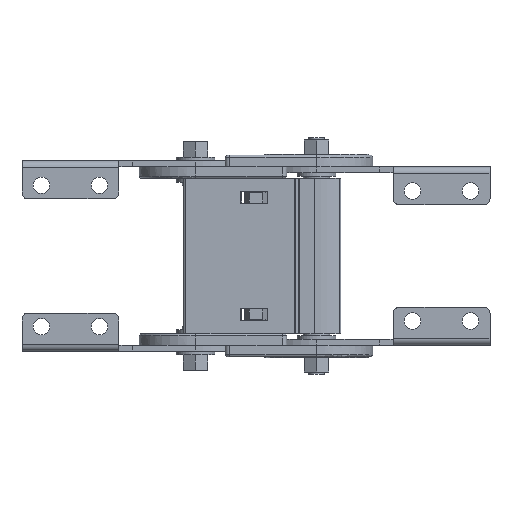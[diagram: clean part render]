
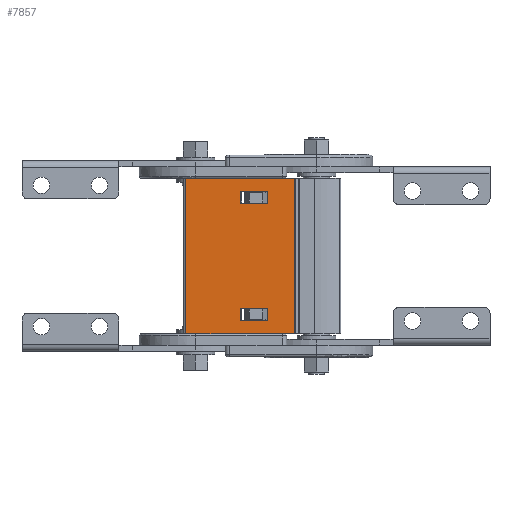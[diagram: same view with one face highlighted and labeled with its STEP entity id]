
A CAD part, front view. The second image highlights one B-rep face of the part: STEP entity #7857.
In plain terms, the highlighted planar face has unit normal (0, -1, -0.009).
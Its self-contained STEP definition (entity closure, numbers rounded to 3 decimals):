
#232 = ORIENTED_EDGE ( 'NONE', *, *, #2913, .F. ) ;
#464 = VERTEX_POINT ( 'NONE', #7462 ) ;
#881 = VECTOR ( 'NONE', #17753, 1000. ) ;
#948 = DIRECTION ( 'NONE',  ( 1., 0., 0. ) ) ;
#1136 = DIRECTION ( 'NONE',  ( -1., 0., 0. ) ) ;
#1267 = EDGE_CURVE ( 'NONE', #32570, #38807, #32142, .T. ) ;
#1270 = ORIENTED_EDGE ( 'NONE', *, *, #17832, .T. ) ;
#2588 = AXIS2_PLACEMENT_3D ( 'NONE', #14661, #18012, #36971 ) ;
#2913 = EDGE_CURVE ( 'NONE', #25797, #27304, #16690, .T. ) ;
#3460 = DIRECTION ( 'NONE',  ( 0., 0.009, -1. ) ) ;
#3666 = CARTESIAN_POINT ( 'NONE',  ( -80.82, 143.531, 34.791 ) ) ;
#4660 = VERTEX_POINT ( 'NONE', #11113 ) ;
#5125 = CARTESIAN_POINT ( 'NONE',  ( -77.82, 143.418, 47.84 ) ) ;
#5315 = EDGE_LOOP ( 'NONE', ( #1270, #9831, #35855, #33759 ) ) ;
#5698 = ORIENTED_EDGE ( 'NONE', *, *, #13133, .T. ) ;
#6595 = LINE ( 'NONE', #22925, #22548 ) ;
#6869 = CARTESIAN_POINT ( 'NONE',  ( -49.6, 143.531, 34.791 ) ) ;
#6945 = CARTESIAN_POINT ( 'NONE',  ( -63.82, 142.946, 101.858 ) ) ;
#6947 = EDGE_CURVE ( 'NONE', #22901, #26750, #11832, .T. ) ;
#7462 = CARTESIAN_POINT ( 'NONE',  ( -49.6, 142.832, 114.907 ) ) ;
#7638 = DIRECTION ( 'NONE',  ( -1., 0., 0. ) ) ;
#7680 = VERTEX_POINT ( 'NONE', #6945 ) ;
#7749 = CARTESIAN_POINT ( 'NONE',  ( -77.82, 142.946, 101.858 ) ) ;
#7758 = EDGE_CURVE ( 'NONE', #464, #22901, #13745, .T. ) ;
#7857 = ADVANCED_FACE ( 'NONE', ( #28247, #11271, #23752 ), #27218, .F. ) ;
#8272 = CARTESIAN_POINT ( 'NONE',  ( -105.8, 142.121, 196.403 ) ) ;
#8730 = ORIENTED_EDGE ( 'NONE', *, *, #24994, .F. ) ;
#9041 = DIRECTION ( 'NONE',  ( 1., 0., 0. ) ) ;
#9262 = EDGE_CURVE ( 'NONE', #4660, #25797, #16161, .T. ) ;
#9319 = LINE ( 'NONE', #5125, #881 ) ;
#9831 = ORIENTED_EDGE ( 'NONE', *, *, #6947, .F. ) ;
#10423 = DIRECTION ( 'NONE',  ( -1., 0., 0. ) ) ;
#10569 = CARTESIAN_POINT ( 'NONE',  ( -105.8, 142.832, 114.907 ) ) ;
#10643 = EDGE_CURVE ( 'NONE', #38807, #7680, #6595, .T. ) ;
#11010 = CARTESIAN_POINT ( 'NONE',  ( -77.82, 143.473, 41.541 ) ) ;
#11113 = CARTESIAN_POINT ( 'NONE',  ( -63.82, 143.473, 41.541 ) ) ;
#11271 = FACE_BOUND ( 'NONE', #31571, .T. ) ;
#11385 = LINE ( 'NONE', #8272, #28355 ) ;
#11832 = LINE ( 'NONE', #3666, #22786 ) ;
#11865 = CARTESIAN_POINT ( 'NONE',  ( -105.8, 143.531, 34.791 ) ) ;
#12137 = CARTESIAN_POINT ( 'NONE',  ( -80.82, 142.832, 114.907 ) ) ;
#12376 = CARTESIAN_POINT ( 'NONE',  ( -77.82, 142.946, 101.858 ) ) ;
#12999 = ORIENTED_EDGE ( 'NONE', *, *, #20283, .T. ) ;
#13133 = EDGE_CURVE ( 'NONE', #35684, #32570, #30961, .T. ) ;
#13186 = VECTOR ( 'NONE', #948, 1000. ) ;
#13676 = VECTOR ( 'NONE', #23408, 1000. ) ;
#13745 = LINE ( 'NONE', #32720, #29234 ) ;
#14187 = CARTESIAN_POINT ( 'NONE',  ( -77.82, 142.946, 101.858 ) ) ;
#14661 = CARTESIAN_POINT ( 'NONE',  ( -80.82, 142.833, 114.787 ) ) ;
#15738 = CARTESIAN_POINT ( 'NONE',  ( -77.82, 142.891, 108.157 ) ) ;
#16161 = LINE ( 'NONE', #20352, #13676 ) ;
#16425 = ORIENTED_EDGE ( 'NONE', *, *, #10643, .T. ) ;
#16497 = ORIENTED_EDGE ( 'NONE', *, *, #1267, .T. ) ;
#16690 = LINE ( 'NONE', #32998, #24182 ) ;
#17753 = DIRECTION ( 'NONE',  ( 0., 0.009, -1. ) ) ;
#17832 = EDGE_CURVE ( 'NONE', #19536, #26750, #11385, .T. ) ;
#18012 = DIRECTION ( 'NONE',  ( 0., 1., 0.009 ) ) ;
#18665 = ORIENTED_EDGE ( 'NONE', *, *, #9262, .F. ) ;
#18928 = DIRECTION ( 'NONE',  ( 0., -0.009, 1. ) ) ;
#19536 = VERTEX_POINT ( 'NONE', #10569 ) ;
#20044 = CARTESIAN_POINT ( 'NONE',  ( -77.82, 143.473, 41.541 ) ) ;
#20283 = EDGE_CURVE ( 'NONE', #7680, #35684, #32134, .T. ) ;
#20352 = CARTESIAN_POINT ( 'NONE',  ( -63.82, 143.418, 47.84 ) ) ;
#20722 = DIRECTION ( 'NONE',  ( 0., 0.009, -1. ) ) ;
#20741 = CARTESIAN_POINT ( 'NONE',  ( -63.82, 143.418, 47.84 ) ) ;
#21352 = CARTESIAN_POINT ( 'NONE',  ( -63.82, 142.891, 108.157 ) ) ;
#21413 = VERTEX_POINT ( 'NONE', #11010 ) ;
#21487 = VECTOR ( 'NONE', #18928, 1000. ) ;
#22352 = CARTESIAN_POINT ( 'NONE',  ( -77.82, 143.418, 47.84 ) ) ;
#22548 = VECTOR ( 'NONE', #3460, 1000. ) ;
#22786 = VECTOR ( 'NONE', #1136, 1000. ) ;
#22901 = VERTEX_POINT ( 'NONE', #6869 ) ;
#22925 = CARTESIAN_POINT ( 'NONE',  ( -63.82, 142.946, 101.858 ) ) ;
#23408 = DIRECTION ( 'NONE',  ( 0., -0.009, 1. ) ) ;
#23752 = FACE_BOUND ( 'NONE', #26406, .T. ) ;
#24182 = VECTOR ( 'NONE', #10423, 1000. ) ;
#24994 = EDGE_CURVE ( 'NONE', #21413, #4660, #36134, .T. ) ;
#25797 = VERTEX_POINT ( 'NONE', #20741 ) ;
#26406 = EDGE_LOOP ( 'NONE', ( #232, #18665, #8730, #27980 ) ) ;
#26750 = VERTEX_POINT ( 'NONE', #11865 ) ;
#26962 = VECTOR ( 'NONE', #34446, 1000. ) ;
#27218 = PLANE ( 'NONE',  #2588 ) ;
#27304 = VERTEX_POINT ( 'NONE', #22352 ) ;
#27980 = ORIENTED_EDGE ( 'NONE', *, *, #33276, .F. ) ;
#28247 = FACE_OUTER_BOUND ( 'NONE', #5315, .T. ) ;
#28355 = VECTOR ( 'NONE', #20722, 1000. ) ;
#29234 = VECTOR ( 'NONE', #35934, 1000. ) ;
#30961 = LINE ( 'NONE', #12376, #21487 ) ;
#31571 = EDGE_LOOP ( 'NONE', ( #12999, #5698, #16497, #16425 ) ) ;
#32134 = LINE ( 'NONE', #14187, #33672 ) ;
#32142 = LINE ( 'NONE', #15738, #35158 ) ;
#32570 = VERTEX_POINT ( 'NONE', #41058 ) ;
#32720 = CARTESIAN_POINT ( 'NONE',  ( -49.6, 142.121, 196.403 ) ) ;
#32998 = CARTESIAN_POINT ( 'NONE',  ( -77.82, 143.418, 47.84 ) ) ;
#33276 = EDGE_CURVE ( 'NONE', #27304, #21413, #9319, .T. ) ;
#33672 = VECTOR ( 'NONE', #7638, 1000. ) ;
#33759 = ORIENTED_EDGE ( 'NONE', *, *, #36934, .T. ) ;
#34446 = DIRECTION ( 'NONE',  ( -1., 0., 0. ) ) ;
#35158 = VECTOR ( 'NONE', #9041, 1000. ) ;
#35410 = LINE ( 'NONE', #12137, #26962 ) ;
#35684 = VERTEX_POINT ( 'NONE', #7749 ) ;
#35855 = ORIENTED_EDGE ( 'NONE', *, *, #7758, .F. ) ;
#35934 = DIRECTION ( 'NONE',  ( 0., 0.009, -1. ) ) ;
#36134 = LINE ( 'NONE', #20044, #13186 ) ;
#36934 = EDGE_CURVE ( 'NONE', #464, #19536, #35410, .T. ) ;
#36971 = DIRECTION ( 'NONE',  ( 0., 0.009, -1. ) ) ;
#38807 = VERTEX_POINT ( 'NONE', #21352 ) ;
#41058 = CARTESIAN_POINT ( 'NONE',  ( -77.82, 142.891, 108.157 ) ) ;
